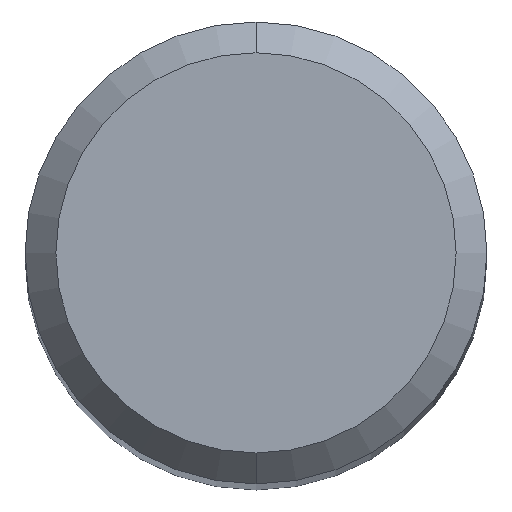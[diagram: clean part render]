
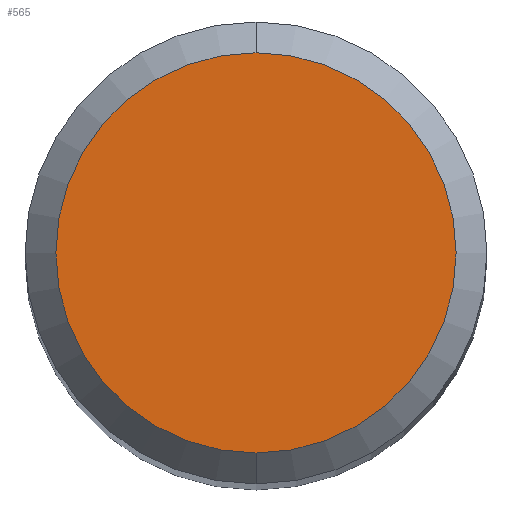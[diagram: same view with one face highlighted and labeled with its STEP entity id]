
A CAD part, top view. The second image highlights one B-rep face of the part: STEP entity #565.
In plain terms, the highlighted planar face has unit normal (0, 0, 1).
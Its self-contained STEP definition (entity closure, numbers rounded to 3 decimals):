
#565=ADVANCED_FACE('',(#1579),#1580,.T.);
#767=EDGE_CURVE('',#965,#1155,#1797,.T.);
#965=VERTEX_POINT('',#2010);
#1155=VERTEX_POINT('',#2222);
#1403=EDGE_CURVE('',#1155,#965,#2499,.T.);
#1579=FACE_OUTER_BOUND('',#2702,.T.);
#1580=PLANE('',#2703);
#1797=CIRCLE('',#3637,2.6);
#2010=CARTESIAN_POINT('',(0.,-2.6,0.0));
#2222=CARTESIAN_POINT('',(0.0,2.6,0.0));
#2499=CIRCLE('',#7497,2.6);
#2702=EDGE_LOOP('',(#8069,#8070));
#2703=AXIS2_PLACEMENT_3D('',#8071,#8072,#8073);
#3637=AXIS2_PLACEMENT_3D('',#8296,#8297,#8298);
#7497=AXIS2_PLACEMENT_3D('',#9000,#9001,#9002);
#8069=ORIENTED_EDGE('',*,*,#1403,.F.);
#8070=ORIENTED_EDGE('',*,*,#767,.F.);
#8071=CARTESIAN_POINT('',(0.0,1.3,0.0));
#8072=DIRECTION('',(-0.0,0.0,1.0));
#8073=DIRECTION('',(0.0,-1.0,0.0));
#8296=CARTESIAN_POINT('',(0.0,0.0,0.0));
#8297=DIRECTION('',(0.0,0.0,-1.0));
#8298=DIRECTION('',(0.0,1.0,0.0));
#9000=CARTESIAN_POINT('',(0.0,0.0,0.0));
#9001=DIRECTION('',(0.0,0.0,-1.0));
#9002=DIRECTION('',(0.0,1.0,0.0));
